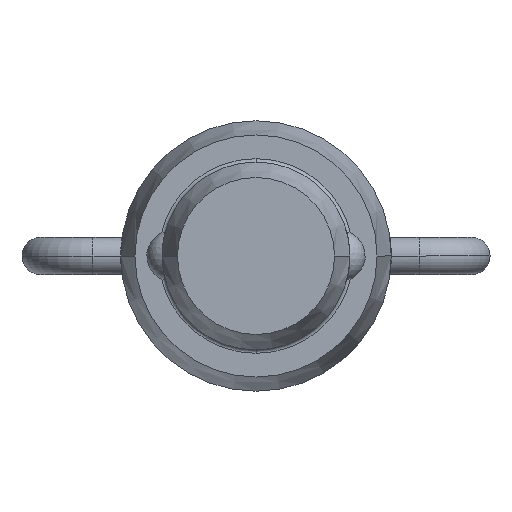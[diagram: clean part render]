
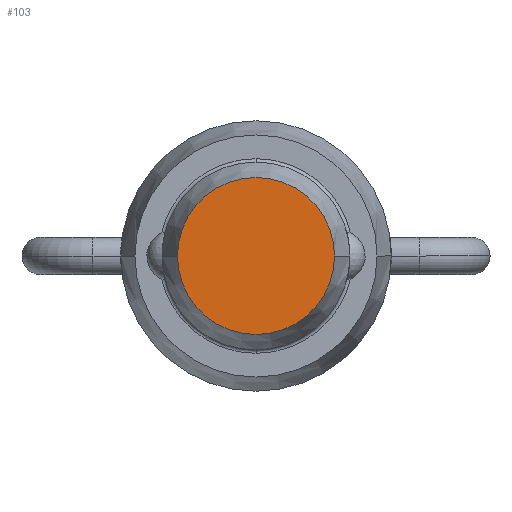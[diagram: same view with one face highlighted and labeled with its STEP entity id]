
A CAD part, front view. The second image highlights one B-rep face of the part: STEP entity #103.
In plain terms, the highlighted planar face has unit normal (0, -1, 0).
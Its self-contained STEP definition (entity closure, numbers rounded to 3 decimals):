
#103=ADVANCED_FACE('',(#224),#225,.T.);
#224=FACE_OUTER_BOUND('',#357,.T.);
#225=PLANE('',#358);
#357=EDGE_LOOP('',(#588,#589));
#358=AXIS2_PLACEMENT_3D('',#590,#591,#592);
#588=ORIENTED_EDGE('',*,*,#823,.T.);
#589=ORIENTED_EDGE('',*,*,#814,.T.);
#590=CARTESIAN_POINT('',(-2.778,-75.692,0.0));
#591=DIRECTION('',(0.,-1.0,0.0));
#592=DIRECTION('',(1.0,0.,0.0));
#814=EDGE_CURVE('',#977,#974,#978,.T.);
#823=EDGE_CURVE('',#974,#977,#990,.T.);
#974=VERTEX_POINT('',#1234);
#977=VERTEX_POINT('',#1238);
#978=CIRCLE('',#1239,4.646);
#990=CIRCLE('',#1254,4.646);
#1234=CARTESIAN_POINT('',(-4.646,-75.692,0.0));
#1238=CARTESIAN_POINT('',(4.646,-75.692,0.));
#1239=AXIS2_PLACEMENT_3D('',#1582,#1583,#1584);
#1254=AXIS2_PLACEMENT_3D('',#1597,#1598,#1599);
#1582=CARTESIAN_POINT('',(0.0,-75.692,0.0));
#1583=DIRECTION('',(0.,-1.0,0.0));
#1584=DIRECTION('',(-1.0,0.,0.0));
#1597=CARTESIAN_POINT('',(0.0,-75.692,0.0));
#1598=DIRECTION('',(0.,-1.0,0.0));
#1599=DIRECTION('',(-1.0,0.,0.0));
